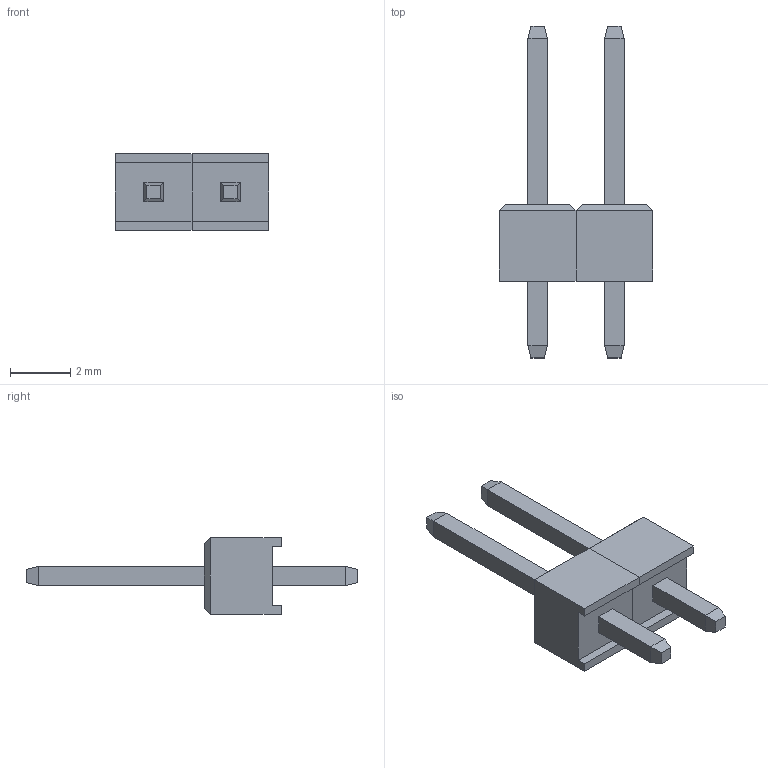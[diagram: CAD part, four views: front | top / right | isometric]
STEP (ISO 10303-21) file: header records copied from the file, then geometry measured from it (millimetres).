
FILE_DESCRIPTION (( 'STEP AP214' ), '1' );
FILE_NAME ('User Library-Header1x2.STEP', '2012-09-21T08:40:45', ( 'sysAdmin' ), ( 'SolidWorks' ), 'SwSTEP 2.0', 'SolidWorks 2012', '' );
FILE_SCHEMA (( 'AUTOMOTIVE_DESIGN' ));
Length unit declared in the file: millimetre
Products named in the file (2): User Library-Header1x2; User Library-Header1x2_Header1_1
Assembly tree (2 placements, depth 2):
  User Library-Header1x2
    User Library-Header1x2_Header1_1  x2
Bounding box: 5.08 x 10.98 x 2.54 mm (x, y, z)
Volume: 36.4 mm3; surface area: 119 mm2
Topology: 2 solids, 2 shells, 64 faces, 144 edges, 88 vertices
Faces by surface type: plane 64
Entity records: 1286 total; most frequent: CARTESIAN_POINT 153, DIRECTION 146, ORIENTED_EDGE 144, LINE 72, VECTOR 72, EDGE_CURVE 72, VERTEX_POINT 44, AXIS2_PLACEMENT_3D 37
